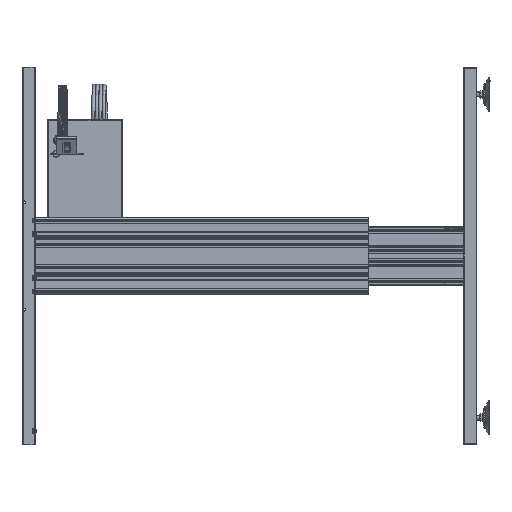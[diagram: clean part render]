
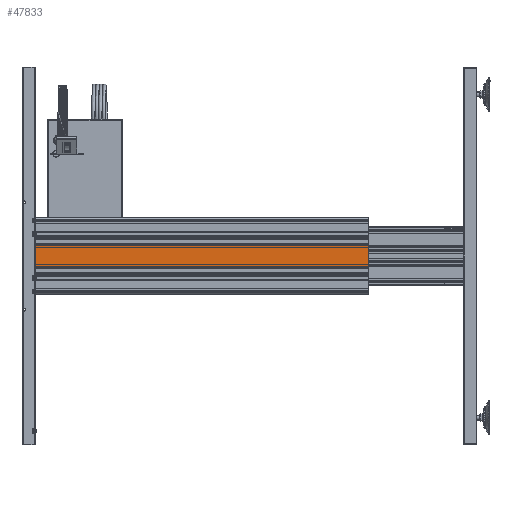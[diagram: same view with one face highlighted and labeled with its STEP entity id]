
A CAD part, left-side view. The second image highlights one B-rep face of the part: STEP entity #47833.
In plain terms, the highlighted face is planar.
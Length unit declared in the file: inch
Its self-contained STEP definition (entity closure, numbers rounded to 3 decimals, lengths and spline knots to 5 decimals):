
#497 = VECTOR ( 'NONE', #21490, 39.37008 ) ;
#1188 = DIRECTION ( 'NONE',  ( 0., 0., -1. ) ) ;
#1653 = VERTEX_POINT ( 'NONE', #33795 ) ;
#6911 = VECTOR ( 'NONE', #1188, 39.37008 ) ;
#8670 = DIRECTION ( 'NONE',  ( 0., 1., 0. ) ) ;
#11728 = DIRECTION ( 'NONE',  ( 1., 0., 0. ) ) ;
#11998 = CARTESIAN_POINT ( 'NONE',  ( 0.8652, -1.15, 0. ) ) ;
#16697 = LINE ( 'NONE', #40984, #497 ) ;
#17299 = CARTESIAN_POINT ( 'NONE',  ( -0.8652, -1.15, 24.75 ) ) ;
#18137 = VECTOR ( 'NONE', #65183, 39.37008 ) ;
#18207 = AXIS2_PLACEMENT_3D ( 'NONE', #18382, #8670, #49053 ) ;
#18382 = CARTESIAN_POINT ( 'NONE',  ( -0.8652, -1.15, 24.75 ) ) ;
#21490 = DIRECTION ( 'NONE',  ( 1., 0., 0. ) ) ;
#21511 = EDGE_LOOP ( 'NONE', ( #65994, #21906, #53424, #69616 ) ) ;
#21906 = ORIENTED_EDGE ( 'NONE', *, *, #65689, .F. ) ;
#24325 = VECTOR ( 'NONE', #11728, 39.37008 ) ;
#30026 = CARTESIAN_POINT ( 'NONE',  ( -0.8652, -1.15, 24.75 ) ) ;
#30622 = CARTESIAN_POINT ( 'NONE',  ( 0.8652, -1.15, 24.75 ) ) ;
#32091 = VERTEX_POINT ( 'NONE', #40842 ) ;
#33795 = CARTESIAN_POINT ( 'NONE',  ( -0.8652, -1.15, 24.75 ) ) ;
#40842 = CARTESIAN_POINT ( 'NONE',  ( -0.8652, -1.15, 0. ) ) ;
#40984 = CARTESIAN_POINT ( 'NONE',  ( -0.8652, -1.15, 0. ) ) ;
#44882 = EDGE_CURVE ( 'NONE', #1653, #72444, #73180, .T. ) ;
#47133 = EDGE_CURVE ( 'NONE', #1653, #32091, #60354, .T. ) ;
#47833 = ADVANCED_FACE ( 'NONE', ( #67831 ), #48665, .F. ) ;
#48665 = PLANE ( 'NONE',  #18207 ) ;
#49053 = DIRECTION ( 'NONE',  ( 0., 0., 1. ) ) ;
#49435 = CARTESIAN_POINT ( 'NONE',  ( 0.8652, -1.15, 24.75 ) ) ;
#53424 = ORIENTED_EDGE ( 'NONE', *, *, #44882, .F. ) ;
#55031 = LINE ( 'NONE', #49435, #6911 ) ;
#60354 = LINE ( 'NONE', #17299, #18137 ) ;
#64582 = EDGE_CURVE ( 'NONE', #32091, #66600, #16697, .T. ) ;
#65183 = DIRECTION ( 'NONE',  ( 0., 0., -1. ) ) ;
#65689 = EDGE_CURVE ( 'NONE', #72444, #66600, #55031, .T. ) ;
#65994 = ORIENTED_EDGE ( 'NONE', *, *, #64582, .T. ) ;
#66600 = VERTEX_POINT ( 'NONE', #11998 ) ;
#67831 = FACE_OUTER_BOUND ( 'NONE', #21511, .T. ) ;
#69616 = ORIENTED_EDGE ( 'NONE', *, *, #47133, .T. ) ;
#72444 = VERTEX_POINT ( 'NONE', #30622 ) ;
#73180 = LINE ( 'NONE', #30026, #24325 ) ;
